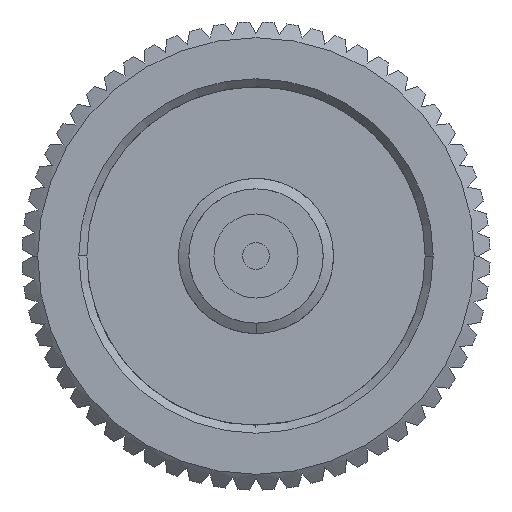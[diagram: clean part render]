
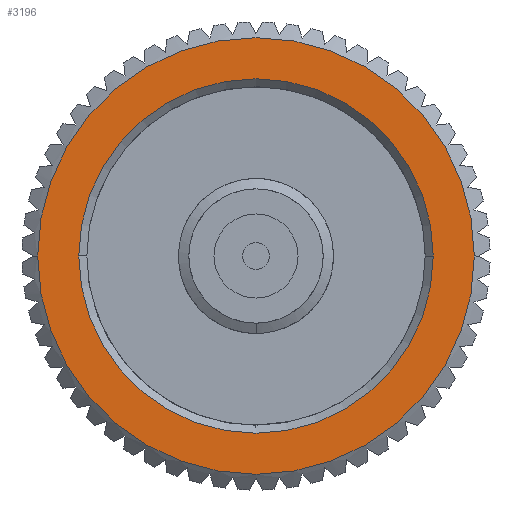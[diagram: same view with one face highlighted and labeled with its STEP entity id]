
A CAD part, left-side view. The second image highlights one B-rep face of the part: STEP entity #3196.
In plain terms, the highlighted planar face has unit normal (-1, 0, 0).
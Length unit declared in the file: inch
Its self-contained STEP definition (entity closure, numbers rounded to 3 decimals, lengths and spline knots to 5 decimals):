
#21 = EDGE_LOOP ( 'NONE', ( #5803, #13574 ) ) ;
#181 = CARTESIAN_POINT ( 'NONE',  ( 0., 0., 0. ) ) ;
#236 = FACE_BOUND ( 'NONE', #21, .T. ) ;
#559 = CARTESIAN_POINT ( 'NONE',  ( 0., 0., 0. ) ) ;
#633 = DIRECTION ( 'NONE',  ( -1., 0., 0. ) ) ;
#852 = CIRCLE ( 'NONE', #1083, 0.4065 ) ;
#907 = CARTESIAN_POINT ( 'NONE',  ( 0., 0.33, 0. ) ) ;
#1083 = AXIS2_PLACEMENT_3D ( 'NONE', #8230, #9163, #12540 ) ;
#1822 = DIRECTION ( 'NONE',  ( 0., -1., 0. ) ) ;
#1940 = EDGE_CURVE ( 'NONE', #8478, #2154, #9509, .T. ) ;
#2154 = VERTEX_POINT ( 'NONE', #3962 ) ;
#2703 = AXIS2_PLACEMENT_3D ( 'NONE', #8806, #13109, #3452 ) ;
#3196 = ADVANCED_FACE ( 'NONE', ( #13041, #236 ), #4523, .F. ) ;
#3452 = DIRECTION ( 'NONE',  ( 0., 1., 0. ) ) ;
#3471 = DIRECTION ( 'NONE',  ( -1., 0., 0. ) ) ;
#3962 = CARTESIAN_POINT ( 'NONE',  ( 0., -0.33, 0. ) ) ;
#4032 = EDGE_LOOP ( 'NONE', ( #8568, #10390 ) ) ;
#4523 = PLANE ( 'NONE',  #2703 ) ;
#4852 = DIRECTION ( 'NONE',  ( -1., 0., 0. ) ) ;
#5605 = AXIS2_PLACEMENT_3D ( 'NONE', #559, #4852, #13379 ) ;
#5803 = ORIENTED_EDGE ( 'NONE', *, *, #11717, .F. ) ;
#5841 = VERTEX_POINT ( 'NONE', #9237 ) ;
#6199 = EDGE_CURVE ( 'NONE', #5841, #8915, #12075, .T. ) ;
#6938 = CIRCLE ( 'NONE', #5605, 0.33 ) ;
#7928 = CARTESIAN_POINT ( 'NONE',  ( 0., -0.4065, 0. ) ) ;
#8230 = CARTESIAN_POINT ( 'NONE',  ( 0., 0., 0. ) ) ;
#8478 = VERTEX_POINT ( 'NONE', #907 ) ;
#8568 = ORIENTED_EDGE ( 'NONE', *, *, #6199, .T. ) ;
#8806 = CARTESIAN_POINT ( 'NONE',  ( 0., 0., 0. ) ) ;
#8915 = VERTEX_POINT ( 'NONE', #7928 ) ;
#9163 = DIRECTION ( 'NONE',  ( -1., 0., 0. ) ) ;
#9237 = CARTESIAN_POINT ( 'NONE',  ( 0., 0.4065, 0. ) ) ;
#9509 = CIRCLE ( 'NONE', #10860, 0.33 ) ;
#10390 = ORIENTED_EDGE ( 'NONE', *, *, #11425, .T. ) ;
#10860 = AXIS2_PLACEMENT_3D ( 'NONE', #181, #3471, #12073 ) ;
#11334 = CARTESIAN_POINT ( 'NONE',  ( 0., 0., 0. ) ) ;
#11425 = EDGE_CURVE ( 'NONE', #8915, #5841, #852, .T. ) ;
#11717 = EDGE_CURVE ( 'NONE', #2154, #8478, #6938, .T. ) ;
#12073 = DIRECTION ( 'NONE',  ( 0., -1., 0. ) ) ;
#12075 = CIRCLE ( 'NONE', #12740, 0.4065 ) ;
#12540 = DIRECTION ( 'NONE',  ( 0., -1., 0. ) ) ;
#12740 = AXIS2_PLACEMENT_3D ( 'NONE', #11334, #633, #1822 ) ;
#13041 = FACE_OUTER_BOUND ( 'NONE', #4032, .T. ) ;
#13109 = DIRECTION ( 'NONE',  ( 1., 0., 0. ) ) ;
#13379 = DIRECTION ( 'NONE',  ( 0., -1., 0. ) ) ;
#13574 = ORIENTED_EDGE ( 'NONE', *, *, #1940, .F. ) ;
